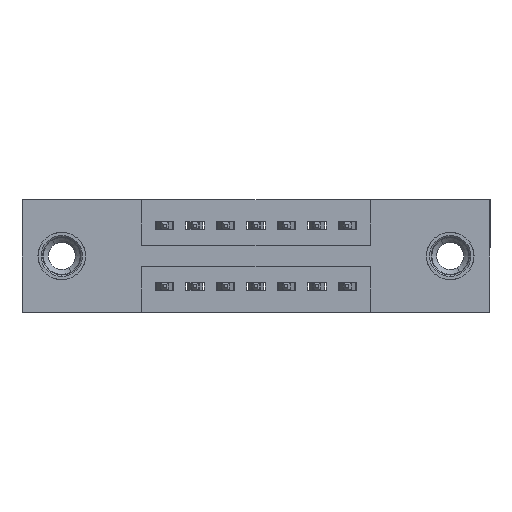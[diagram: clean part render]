
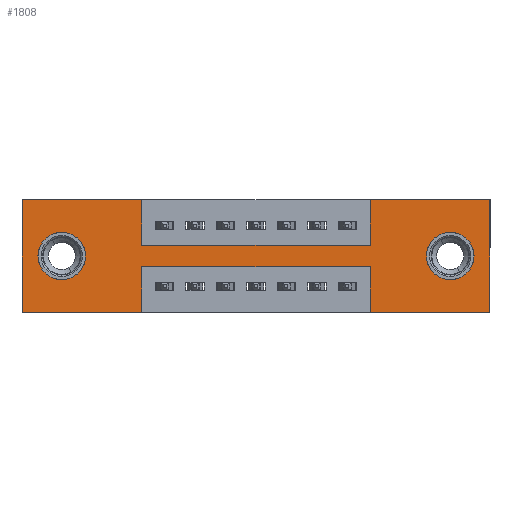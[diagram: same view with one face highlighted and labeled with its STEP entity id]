
A CAD part, front view. The second image highlights one B-rep face of the part: STEP entity #1808.
In plain terms, the highlighted planar face has unit normal (0, -1, 0).
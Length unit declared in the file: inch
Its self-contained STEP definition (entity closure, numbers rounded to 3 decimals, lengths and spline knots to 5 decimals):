
#16 = CARTESIAN_POINT ( 'NONE',  ( 1.1425, 0., -0.15 ) ) ;
#500 = ORIENTED_EDGE ( 'NONE', *, *, #1778, .F. ) ;
#551 = CARTESIAN_POINT ( 'NONE',  ( 1.405, 0., -0.263 ) ) ;
#682 = EDGE_CURVE ( 'NONE', #5913, #7201, #8935, .T. ) ;
#1085 = CARTESIAN_POINT ( 'NONE',  ( 0., 0., 0. ) ) ;
#1496 = EDGE_CURVE ( 'NONE', #12682, #8466, #2365, .T. ) ;
#1756 = ORIENTED_EDGE ( 'NONE', *, *, #7899, .T. ) ;
#1778 = EDGE_CURVE ( 'NONE', #10936, #2073, #3799, .T. ) ;
#1808 = ADVANCED_FACE ( 'NONE', ( #6167, #7998, #4903 ), #13083, .T. ) ;
#1888 = CIRCLE ( 'NONE', #11887, 0.078 ) ;
#1982 = VERTEX_POINT ( 'NONE', #9385 ) ;
#2069 = ORIENTED_EDGE ( 'NONE', *, *, #13788, .F. ) ;
#2073 = VERTEX_POINT ( 'NONE', #6659 ) ;
#2216 = VERTEX_POINT ( 'NONE', #3534 ) ;
#2218 = DIRECTION ( 'NONE',  ( 0., 0., -1. ) ) ;
#2237 = EDGE_CURVE ( 'NONE', #6186, #13935, #14858, .T. ) ;
#2241 = CARTESIAN_POINT ( 'NONE',  ( 1.1425, 0., 0. ) ) ;
#2311 = CARTESIAN_POINT ( 'NONE',  ( 0.13, 0., -0.185 ) ) ;
#2365 = CIRCLE ( 'NONE', #2987, 0.078 ) ;
#2403 = DIRECTION ( 'NONE',  ( 1., 0., 0. ) ) ;
#2622 = CARTESIAN_POINT ( 'NONE',  ( 0., 0., -0.37 ) ) ;
#2640 = EDGE_CURVE ( 'NONE', #5946, #4604, #14141, .T. ) ;
#2726 = DIRECTION ( 'NONE',  ( 0., 0., 1. ) ) ;
#2792 = DIRECTION ( 'NONE',  ( 0., 0., -1. ) ) ;
#2987 = AXIS2_PLACEMENT_3D ( 'NONE', #2311, #7148, #4809 ) ;
#3012 = CARTESIAN_POINT ( 'NONE',  ( 1.1425, 0., 0. ) ) ;
#3303 = VECTOR ( 'NONE', #14003, 39.37008 ) ;
#3475 = VERTEX_POINT ( 'NONE', #7546 ) ;
#3534 = CARTESIAN_POINT ( 'NONE',  ( 1.405, 0., -0.107 ) ) ;
#3799 = LINE ( 'NONE', #1085, #11610 ) ;
#4049 = VECTOR ( 'NONE', #14426, 39.37008 ) ;
#4091 = EDGE_CURVE ( 'NONE', #2073, #3475, #4514, .T. ) ;
#4191 = LINE ( 'NONE', #3012, #14150 ) ;
#4378 = DIRECTION ( 'NONE',  ( 0., 1., 0. ) ) ;
#4442 = ORIENTED_EDGE ( 'NONE', *, *, #8295, .T. ) ;
#4514 = LINE ( 'NONE', #6610, #11208 ) ;
#4595 = VECTOR ( 'NONE', #5632, 39.37008 ) ;
#4604 = VERTEX_POINT ( 'NONE', #7810 ) ;
#4758 = AXIS2_PLACEMENT_3D ( 'NONE', #10675, #14196, #4940 ) ;
#4809 = DIRECTION ( 'NONE',  ( 0., 0., 1. ) ) ;
#4832 = CARTESIAN_POINT ( 'NONE',  ( 0.3925, 0., -0.22 ) ) ;
#4903 = FACE_OUTER_BOUND ( 'NONE', #6725, .T. ) ;
#4916 = AXIS2_PLACEMENT_3D ( 'NONE', #11824, #12847, #9280 ) ;
#4940 = DIRECTION ( 'NONE',  ( 0., 0., -1. ) ) ;
#5229 = VECTOR ( 'NONE', #5530, 39.37008 ) ;
#5341 = ORIENTED_EDGE ( 'NONE', *, *, #2640, .F. ) ;
#5530 = DIRECTION ( 'NONE',  ( -1., 0., 0. ) ) ;
#5632 = DIRECTION ( 'NONE',  ( 0., 0., 1. ) ) ;
#5784 = ORIENTED_EDGE ( 'NONE', *, *, #10942, .F. ) ;
#5913 = VERTEX_POINT ( 'NONE', #6658 ) ;
#5946 = VERTEX_POINT ( 'NONE', #14798 ) ;
#6167 = FACE_BOUND ( 'NONE', #14554, .T. ) ;
#6186 = VERTEX_POINT ( 'NONE', #9512 ) ;
#6234 = EDGE_CURVE ( 'NONE', #3475, #6186, #11406, .T. ) ;
#6342 = CARTESIAN_POINT ( 'NONE',  ( 0., 0., 0. ) ) ;
#6610 = CARTESIAN_POINT ( 'NONE',  ( 1.535, 0., 0. ) ) ;
#6658 = CARTESIAN_POINT ( 'NONE',  ( 0.3925, 0., -0.37 ) ) ;
#6659 = CARTESIAN_POINT ( 'NONE',  ( 1.535, 0., 0. ) ) ;
#6716 = DIRECTION ( 'NONE',  ( 0., 0., -1. ) ) ;
#6725 = EDGE_LOOP ( 'NONE', ( #7655, #5784, #13253, #7800, #13976, #500, #2069, #8846, #5341, #7488, #10876, #10559 ) ) ;
#6764 = CARTESIAN_POINT ( 'NONE',  ( 1.405, 0., -0.185 ) ) ;
#7014 = CIRCLE ( 'NONE', #4916, 0.078 ) ;
#7148 = DIRECTION ( 'NONE',  ( 0., 1., 0. ) ) ;
#7163 = CARTESIAN_POINT ( 'NONE',  ( 0.3925, 0., -0.37 ) ) ;
#7201 = VERTEX_POINT ( 'NONE', #2622 ) ;
#7245 = CARTESIAN_POINT ( 'NONE',  ( 1.1425, 0., -0.37 ) ) ;
#7488 = ORIENTED_EDGE ( 'NONE', *, *, #9271, .F. ) ;
#7537 = LINE ( 'NONE', #9984, #12611 ) ;
#7546 = CARTESIAN_POINT ( 'NONE',  ( 1.535, 0., -0.37 ) ) ;
#7655 = ORIENTED_EDGE ( 'NONE', *, *, #8866, .F. ) ;
#7710 = CIRCLE ( 'NONE', #8034, 0.078 ) ;
#7800 = ORIENTED_EDGE ( 'NONE', *, *, #6234, .F. ) ;
#7810 = CARTESIAN_POINT ( 'NONE',  ( 0.3925, 0., -0.15 ) ) ;
#7899 = EDGE_CURVE ( 'NONE', #8466, #12682, #7014, .T. ) ;
#7998 = FACE_BOUND ( 'NONE', #9942, .T. ) ;
#8005 = VECTOR ( 'NONE', #12938, 39.37008 ) ;
#8034 = AXIS2_PLACEMENT_3D ( 'NONE', #6764, #8721, #9911 ) ;
#8271 = EDGE_CURVE ( 'NONE', #11720, #2216, #1888, .T. ) ;
#8295 = EDGE_CURVE ( 'NONE', #2216, #11720, #7710, .T. ) ;
#8312 = EDGE_CURVE ( 'NONE', #4604, #11462, #7537, .T. ) ;
#8466 = VERTEX_POINT ( 'NONE', #14889 ) ;
#8721 = DIRECTION ( 'NONE',  ( 0., 1., 0. ) ) ;
#8846 = ORIENTED_EDGE ( 'NONE', *, *, #8312, .F. ) ;
#8866 = EDGE_CURVE ( 'NONE', #1982, #5913, #10939, .T. ) ;
#8935 = LINE ( 'NONE', #10495, #3303 ) ;
#8992 = CARTESIAN_POINT ( 'NONE',  ( 0., 0., 0. ) ) ;
#9271 = EDGE_CURVE ( 'NONE', #14262, #5946, #9490, .T. ) ;
#9280 = DIRECTION ( 'NONE',  ( 0., 0., 1. ) ) ;
#9385 = CARTESIAN_POINT ( 'NONE',  ( 0.3925, 0., -0.22 ) ) ;
#9490 = LINE ( 'NONE', #6342, #4049 ) ;
#9512 = CARTESIAN_POINT ( 'NONE',  ( 1.1425, 0., -0.37 ) ) ;
#9822 = EDGE_CURVE ( 'NONE', #7201, #14262, #13085, .T. ) ;
#9911 = DIRECTION ( 'NONE',  ( 0., 0., -1. ) ) ;
#9924 = CARTESIAN_POINT ( 'NONE',  ( 0.3925, 0., 0. ) ) ;
#9942 = EDGE_LOOP ( 'NONE', ( #1756, #14571 ) ) ;
#9984 = CARTESIAN_POINT ( 'NONE',  ( 0.3925, 0., -0.15 ) ) ;
#10313 = CARTESIAN_POINT ( 'NONE',  ( 1.1425, 0., -0.22 ) ) ;
#10495 = CARTESIAN_POINT ( 'NONE',  ( 0., 0., -0.37 ) ) ;
#10559 = ORIENTED_EDGE ( 'NONE', *, *, #682, .F. ) ;
#10675 = CARTESIAN_POINT ( 'NONE',  ( 0., 0., -0.37 ) ) ;
#10876 = ORIENTED_EDGE ( 'NONE', *, *, #9822, .F. ) ;
#10936 = VERTEX_POINT ( 'NONE', #2241 ) ;
#10939 = LINE ( 'NONE', #7163, #11139 ) ;
#10942 = EDGE_CURVE ( 'NONE', #13935, #1982, #11457, .T. ) ;
#11069 = VECTOR ( 'NONE', #2792, 39.37008 ) ;
#11135 = DIRECTION ( 'NONE',  ( 0., 0., 1. ) ) ;
#11139 = VECTOR ( 'NONE', #11893, 39.37008 ) ;
#11167 = CARTESIAN_POINT ( 'NONE',  ( 0., 0., -0.37 ) ) ;
#11208 = VECTOR ( 'NONE', #2218, 39.37008 ) ;
#11271 = DIRECTION ( 'NONE',  ( 1., 0., 0. ) ) ;
#11320 = CARTESIAN_POINT ( 'NONE',  ( 1.405, 0., -0.185 ) ) ;
#11406 = LINE ( 'NONE', #11167, #5229 ) ;
#11457 = LINE ( 'NONE', #4832, #8005 ) ;
#11462 = VERTEX_POINT ( 'NONE', #16 ) ;
#11610 = VECTOR ( 'NONE', #2403, 39.37008 ) ;
#11720 = VERTEX_POINT ( 'NONE', #551 ) ;
#11824 = CARTESIAN_POINT ( 'NONE',  ( 0.13, 0., -0.185 ) ) ;
#11887 = AXIS2_PLACEMENT_3D ( 'NONE', #11320, #4378, #6716 ) ;
#11893 = DIRECTION ( 'NONE',  ( 0., 0., -1. ) ) ;
#12611 = VECTOR ( 'NONE', #11271, 39.37008 ) ;
#12682 = VERTEX_POINT ( 'NONE', #13576 ) ;
#12721 = CARTESIAN_POINT ( 'NONE',  ( 0., 0., 0. ) ) ;
#12847 = DIRECTION ( 'NONE',  ( 0., 1., 0. ) ) ;
#12938 = DIRECTION ( 'NONE',  ( -1., 0., 0. ) ) ;
#13083 = PLANE ( 'NONE',  #4758 ) ;
#13085 = LINE ( 'NONE', #12721, #4595 ) ;
#13253 = ORIENTED_EDGE ( 'NONE', *, *, #2237, .F. ) ;
#13304 = ORIENTED_EDGE ( 'NONE', *, *, #8271, .T. ) ;
#13576 = CARTESIAN_POINT ( 'NONE',  ( 0.13, 0., -0.263 ) ) ;
#13747 = VECTOR ( 'NONE', #2726, 39.37008 ) ;
#13788 = EDGE_CURVE ( 'NONE', #11462, #10936, #4191, .T. ) ;
#13935 = VERTEX_POINT ( 'NONE', #10313 ) ;
#13976 = ORIENTED_EDGE ( 'NONE', *, *, #4091, .F. ) ;
#14003 = DIRECTION ( 'NONE',  ( -1., 0., 0. ) ) ;
#14141 = LINE ( 'NONE', #9924, #11069 ) ;
#14150 = VECTOR ( 'NONE', #11135, 39.37008 ) ;
#14196 = DIRECTION ( 'NONE',  ( 0., -1., 0. ) ) ;
#14262 = VERTEX_POINT ( 'NONE', #8992 ) ;
#14426 = DIRECTION ( 'NONE',  ( 1., 0., 0. ) ) ;
#14554 = EDGE_LOOP ( 'NONE', ( #4442, #13304 ) ) ;
#14571 = ORIENTED_EDGE ( 'NONE', *, *, #1496, .T. ) ;
#14798 = CARTESIAN_POINT ( 'NONE',  ( 0.3925, 0., 0. ) ) ;
#14858 = LINE ( 'NONE', #7245, #13747 ) ;
#14889 = CARTESIAN_POINT ( 'NONE',  ( 0.13, 0., -0.107 ) ) ;
